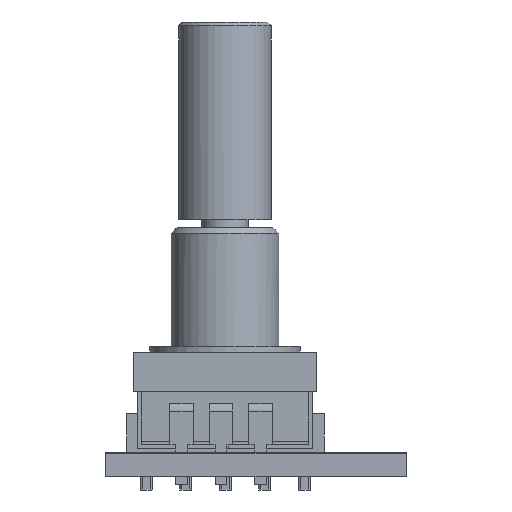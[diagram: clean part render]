
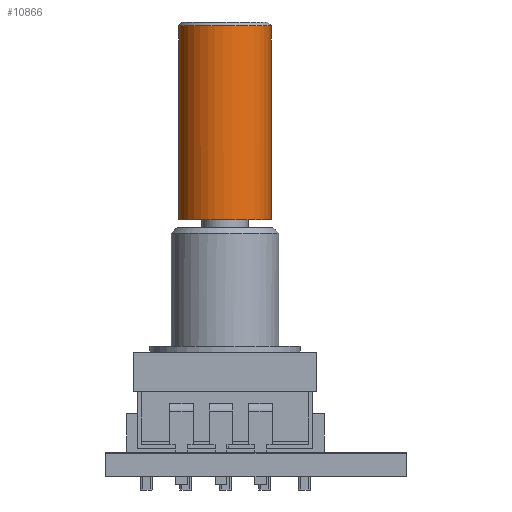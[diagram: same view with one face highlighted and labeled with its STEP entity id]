
A CAD part, left-side view. The second image highlights one B-rep face of the part: STEP entity #10866.
In plain terms, the highlighted cylindrical face has radius 2.985 mm (diameter 5.969 mm), a full revolution.
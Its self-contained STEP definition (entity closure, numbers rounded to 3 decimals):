
#10724 = VERTEX_POINT('',#10725);
#10725 = CARTESIAN_POINT('',(1.486,-2.588,12.446));
#10743 = VERTEX_POINT('',#10744);
#10744 = CARTESIAN_POINT('',(1.486,2.588,12.446));
#10750 = EDGE_CURVE('',#10743,#10724,#10751,.T.);
#10751 = CIRCLE('',#10752,2.985);
#10752 = AXIS2_PLACEMENT_3D('',#10753,#10754,#10755);
#10753 = CARTESIAN_POINT('',(0.,0.,12.446));
#10754 = DIRECTION('',(0.,0.,1.));
#10755 = DIRECTION('',(-1.,0.,0.));
#10824 = EDGE_CURVE('',#10825,#10724,#10827,.T.);
#10825 = VERTEX_POINT('',#10826);
#10826 = CARTESIAN_POINT('',(1.486,-2.588,2.692));
#10827 = LINE('',#10828,#10829);
#10828 = CARTESIAN_POINT('',(1.486,-2.588,0.));
#10829 = VECTOR('',#10830,1.);
#10830 = DIRECTION('',(0.,0.,1.));
#10833 = VERTEX_POINT('',#10834);
#10834 = CARTESIAN_POINT('',(1.486,2.588,2.692));
#10840 = EDGE_CURVE('',#10743,#10833,#10841,.T.);
#10841 = LINE('',#10842,#10843);
#10842 = CARTESIAN_POINT('',(1.486,2.588,0.));
#10843 = VECTOR('',#10844,1.);
#10844 = DIRECTION('',(0.,0.,-1.));
#10855 = EDGE_CURVE('',#10833,#10825,#10856,.T.);
#10856 = CIRCLE('',#10857,2.985);
#10857 = AXIS2_PLACEMENT_3D('',#10858,#10859,#10860);
#10858 = CARTESIAN_POINT('',(0.,0.,2.692));
#10859 = DIRECTION('',(0.,0.,-1.));
#10860 = DIRECTION('',(-1.,0.,0.));
#10866 = ADVANCED_FACE('',(#10867),#10897,.T.);
#10867 = FACE_BOUND('',#10868,.T.);
#10868 = EDGE_LOOP('',(#10869,#10870,#10871,#10878,#10887,#10894,#10895,
    #10896));
#10869 = ORIENTED_EDGE('',*,*,#10750,.F.);
#10870 = ORIENTED_EDGE('',*,*,#10840,.T.);
#10871 = ORIENTED_EDGE('',*,*,#10872,.F.);
#10872 = EDGE_CURVE('',#10873,#10833,#10875,.T.);
#10873 = VERTEX_POINT('',#10874);
#10874 = CARTESIAN_POINT('',(1.486,2.588,0.));
#10875 = B_SPLINE_CURVE_WITH_KNOTS('',1,(#10876,#10877),.UNSPECIFIED.,
  .F.,.F.,(2,2),(0.,2.692),.PIECEWISE_BEZIER_KNOTS.);
#10876 = CARTESIAN_POINT('',(1.486,2.588,0.));
#10877 = CARTESIAN_POINT('',(1.486,2.588,2.692));
#10878 = ORIENTED_EDGE('',*,*,#10879,.F.);
#10879 = EDGE_CURVE('',#10880,#10873,#10882,.T.);
#10880 = VERTEX_POINT('',#10881);
#10881 = CARTESIAN_POINT('',(2.985,0.,0.));
#10882 = CIRCLE('',#10883,2.985);
#10883 = AXIS2_PLACEMENT_3D('',#10884,#10885,#10886);
#10884 = CARTESIAN_POINT('',(0.,0.,0.));
#10885 = DIRECTION('',(0.,0.,-1.));
#10886 = DIRECTION('',(-1.,0.,0.));
#10887 = ORIENTED_EDGE('',*,*,#10888,.F.);
#10888 = EDGE_CURVE('',#10873,#10880,#10889,.T.);
#10889 = CIRCLE('',#10890,2.985);
#10890 = AXIS2_PLACEMENT_3D('',#10891,#10892,#10893);
#10891 = CARTESIAN_POINT('',(0.,0.,0.));
#10892 = DIRECTION('',(0.,0.,-1.));
#10893 = DIRECTION('',(-1.,0.,0.));
#10894 = ORIENTED_EDGE('',*,*,#10872,.T.);
#10895 = ORIENTED_EDGE('',*,*,#10855,.T.);
#10896 = ORIENTED_EDGE('',*,*,#10824,.T.);
#10897 = CYLINDRICAL_SURFACE('',#10898,2.985);
#10898 = AXIS2_PLACEMENT_3D('',#10899,#10900,#10901);
#10899 = CARTESIAN_POINT('',(0.,0.,0.));
#10900 = DIRECTION('',(0.,0.,1.));
#10901 = DIRECTION('',(-1.,0.,0.));
